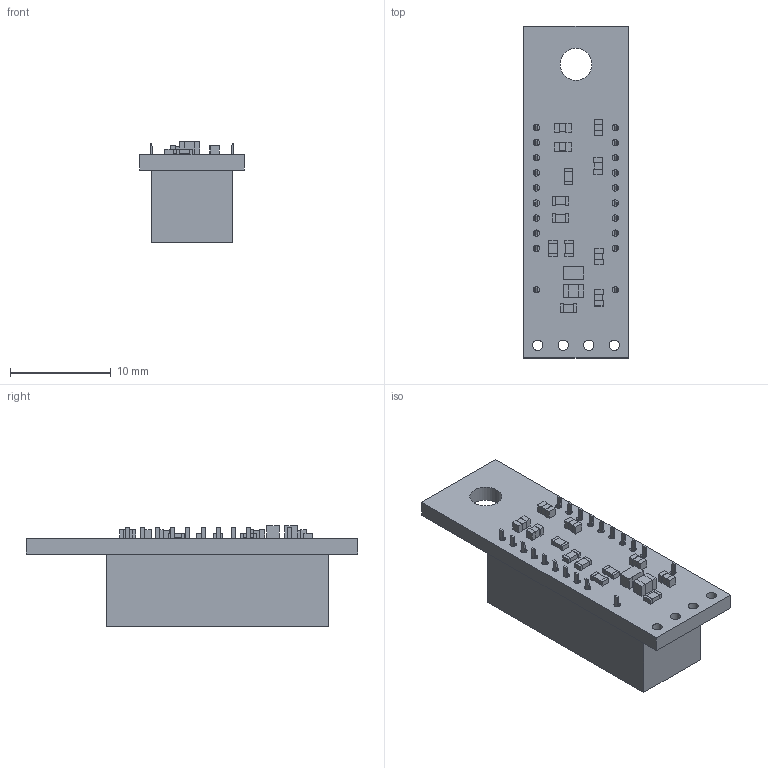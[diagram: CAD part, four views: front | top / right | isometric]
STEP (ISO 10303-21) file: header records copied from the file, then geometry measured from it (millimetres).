
FILE_DESCRIPTION (( 'STEP AP214' ), '1' );
FILE_NAME ('sds02a01_test2.STEP', '2014-10-02T19:22:26', ( '' ), ( '' ), 'SwSTEP 2.0', 'SolidWorks 2014', '' );
FILE_SCHEMA (( 'AUTOMOTIVE_DESIGN' ));
Length unit declared in the file: millimetre
Products named in the file (1): sds02a01_test2
Bounding box: 10.41 x 33.02 x 10.01 mm (x, y, z)
Volume: 1678.6 mm3; surface area: 1568.9 mm2
Topology: 1 solids, 1 shells, 361 faces, 1001 edges, 654 vertices
Faces by surface type: plane 332, cylinder 25, cone 2, bspline 2
Full cylindrical faces by diameter (mm): 0.635 x20, 1.016 x4, 3.175 x1
Entity records: 15177 total; most frequent: CARTESIAN_POINT 1980, ORIENTED_EDGE 1908, DIRECTION 1748, EDGE_CURVE 954, LINE 880, VECTOR 880, VERTEX_POINT 634, EDGE_LOOP 478
